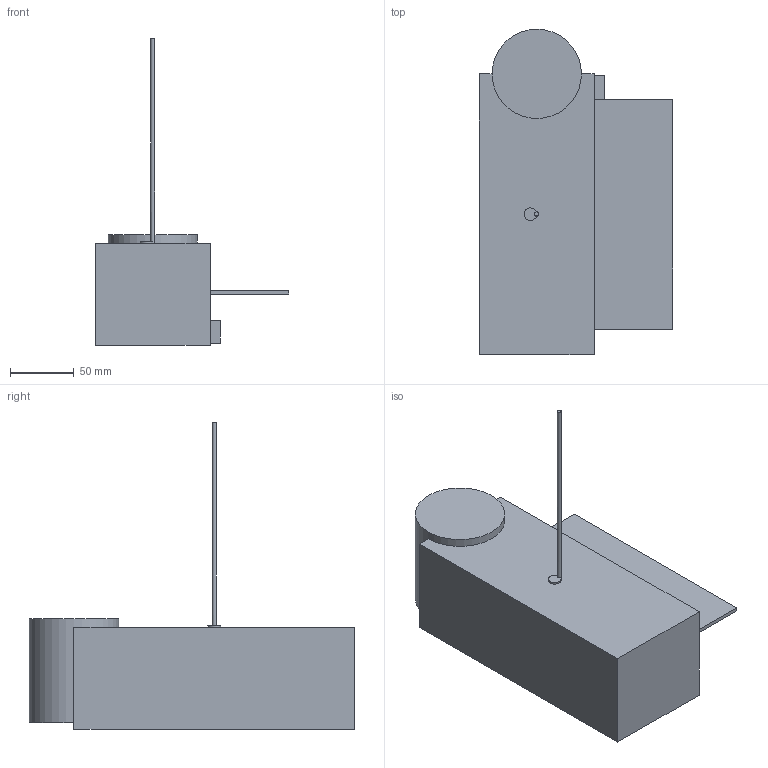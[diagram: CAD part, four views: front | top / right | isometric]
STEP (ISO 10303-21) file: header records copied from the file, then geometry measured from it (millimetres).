
FILE_DESCRIPTION(('FreeCAD Model'),'2;1');
FILE_NAME('Open CASCADE Shape Model','2025-11-03T02:27:12',('Author'),( ''),'Open CASCADE STEP processor 7.8','FreeCAD','Unknown');
FILE_SCHEMA(('AUTOMOTIVE_DESIGN { 1 0 10303 214 1 1 1 1 }'));
Length unit declared in the file: millimetre
Products named in the file (1): DoveSat_CoherentSolid
Bounding box: 151.5 x 255 x 240 mm (x, y, z)
Volume: 1795140.8 mm3; surface area: 122715.6 mm2
Topology: 1 solids, 1 shells, 23 faces, 53 edges, 35 vertices
Faces by surface type: plane 20, cylinder 3
Full cylindrical faces by diameter (mm): 3.2 x1, 70 x1
Entity records: 1336 total; most frequent: CARTESIAN_POINT 242, DIRECTION 192, LINE 117, VECTOR 117, ORIENTED_EDGE 106, PCURVE 106, DEFINITIONAL_REPRESENTATION 106, EDGE_CURVE 53
